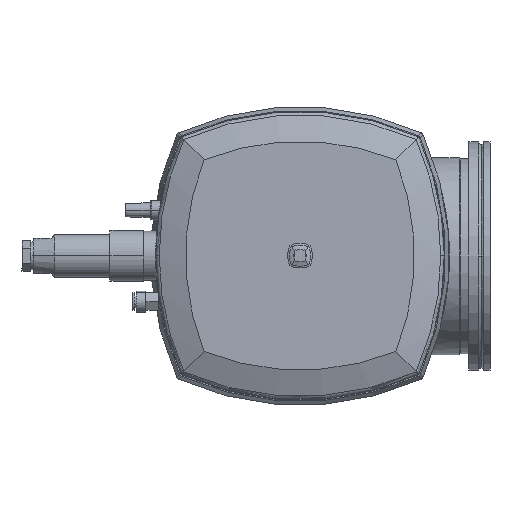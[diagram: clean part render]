
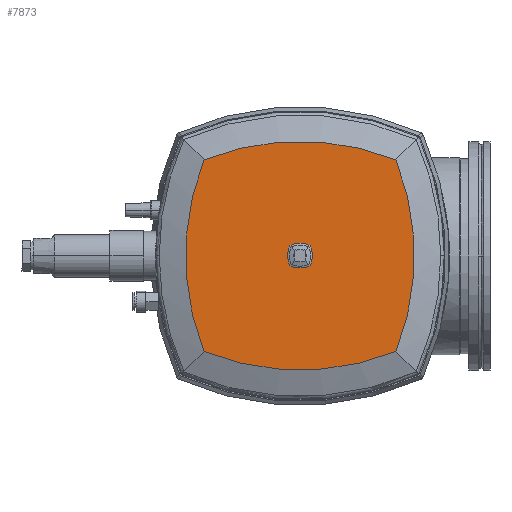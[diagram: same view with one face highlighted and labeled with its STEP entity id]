
A CAD part, top view. The second image highlights one B-rep face of the part: STEP entity #7873.
In plain terms, the highlighted planar face has unit normal (0, 0, 1).
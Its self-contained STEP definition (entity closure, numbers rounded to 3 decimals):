
#7792=CARTESIAN_POINT('',(0.,0.,281.5));
#7793=DIRECTION('',(0.0,0.0,1.0));
#7794=DIRECTION('',(1.0,0.0,0.0));
#7795=AXIS2_PLACEMENT_3D('',#7792,#7793,#7794);
#7796=PLANE('',#7795);
#7797=CARTESIAN_POINT('',(54.517,54.517,281.5));
#7798=VERTEX_POINT('',#7797);
#7799=CARTESIAN_POINT('',(54.517,-54.517,281.5));
#7800=VERTEX_POINT('',#7799);
#7801=CARTESIAN_POINT('',(-82.,0.,281.5));
#7802=DIRECTION('',(0.,0.,-1.0));
#7803=DIRECTION('',(0.911,-0.411,0.));
#7804=AXIS2_PLACEMENT_3D('',#7801,#7802,#7803);
#7805=CIRCLE('',#7804,147.);
#7806=EDGE_CURVE('',#7798,#7800,#7805,.T.);
#7807=ORIENTED_EDGE('',*,*,#7806,.F.);
#7808=CARTESIAN_POINT('',(-54.517,54.517,281.5));
#7809=VERTEX_POINT('',#7808);
#7810=CARTESIAN_POINT('',(0.,-82.,281.5));
#7811=DIRECTION('',(0.,0.,-1.0));
#7812=DIRECTION('',(0.411,0.911,0.));
#7813=AXIS2_PLACEMENT_3D('',#7810,#7811,#7812);
#7814=CIRCLE('',#7813,147.0);
#7815=EDGE_CURVE('',#7809,#7798,#7814,.T.);
#7816=ORIENTED_EDGE('',*,*,#7815,.F.);
#7817=CARTESIAN_POINT('',(-54.517,-54.517,281.5));
#7818=VERTEX_POINT('',#7817);
#7819=CARTESIAN_POINT('',(82.,0.,281.5));
#7820=DIRECTION('',(0.,0.,-1.0));
#7821=DIRECTION('',(-0.911,0.411,0.));
#7822=AXIS2_PLACEMENT_3D('',#7819,#7820,#7821);
#7823=CIRCLE('',#7822,147.);
#7824=EDGE_CURVE('',#7818,#7809,#7823,.T.);
#7825=ORIENTED_EDGE('',*,*,#7824,.F.);
#7826=CARTESIAN_POINT('',(0.,82.,281.5));
#7827=DIRECTION('',(0.,0.,-1.0));
#7828=DIRECTION('',(-0.411,-0.911,0.));
#7829=AXIS2_PLACEMENT_3D('',#7826,#7827,#7828);
#7830=CIRCLE('',#7829,147.);
#7831=EDGE_CURVE('',#7800,#7818,#7830,.T.);
#7832=ORIENTED_EDGE('',*,*,#7831,.F.);
#7833=EDGE_LOOP('',(#7807,#7816,#7825,#7832));
#7834=FACE_OUTER_BOUND('',#7833,.T.);
#7835=CARTESIAN_POINT('',(-5.76,-5.76,281.5));
#7836=VERTEX_POINT('',#7835);
#7837=CARTESIAN_POINT('',(-5.76,5.76,281.5));
#7838=VERTEX_POINT('',#7837);
#7839=CARTESIAN_POINT('',(7.,0.,281.5));
#7840=DIRECTION('',(0.,0.,-1.));
#7841=DIRECTION('',(-0.911,0.411,0.));
#7842=AXIS2_PLACEMENT_3D('',#7839,#7840,#7841);
#7843=CIRCLE('',#7842,14.);
#7844=EDGE_CURVE('',#7836,#7838,#7843,.T.);
#7845=ORIENTED_EDGE('',*,*,#7844,.T.);
#7846=CARTESIAN_POINT('',(5.76,5.76,281.5));
#7847=VERTEX_POINT('',#7846);
#7848=CARTESIAN_POINT('',(0.,-7.,281.5));
#7849=DIRECTION('',(0.,0.,-1.));
#7850=DIRECTION('',(0.411,0.911,0.));
#7851=AXIS2_PLACEMENT_3D('',#7848,#7849,#7850);
#7852=CIRCLE('',#7851,14.);
#7853=EDGE_CURVE('',#7838,#7847,#7852,.T.);
#7854=ORIENTED_EDGE('',*,*,#7853,.T.);
#7855=CARTESIAN_POINT('',(5.76,-5.76,281.5));
#7856=VERTEX_POINT('',#7855);
#7857=CARTESIAN_POINT('',(-7.,0.,281.5));
#7858=DIRECTION('',(0.,0.,-1.));
#7859=DIRECTION('',(0.911,-0.411,0.));
#7860=AXIS2_PLACEMENT_3D('',#7857,#7858,#7859);
#7861=CIRCLE('',#7860,14.);
#7862=EDGE_CURVE('',#7847,#7856,#7861,.T.);
#7863=ORIENTED_EDGE('',*,*,#7862,.T.);
#7864=CARTESIAN_POINT('',(0.,7.,281.5));
#7865=DIRECTION('',(0.,0.,-1.));
#7866=DIRECTION('',(-0.411,-0.911,0.));
#7867=AXIS2_PLACEMENT_3D('',#7864,#7865,#7866);
#7868=CIRCLE('',#7867,14.);
#7869=EDGE_CURVE('',#7856,#7836,#7868,.T.);
#7870=ORIENTED_EDGE('',*,*,#7869,.T.);
#7871=EDGE_LOOP('',(#7845,#7854,#7863,#7870));
#7872=FACE_BOUND('',#7871,.T.);
#7873=ADVANCED_FACE('',(#7834,#7872),#7796,.T.);
